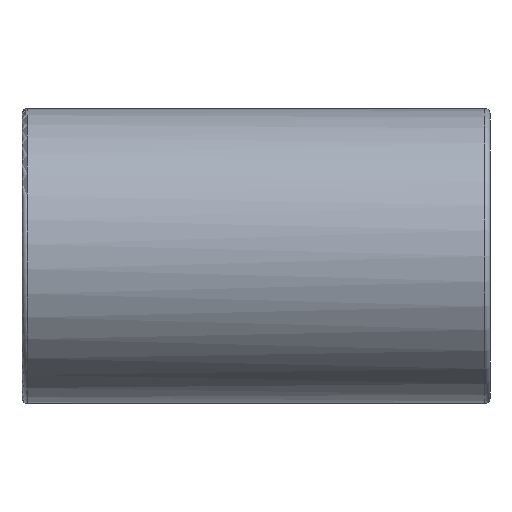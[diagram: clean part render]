
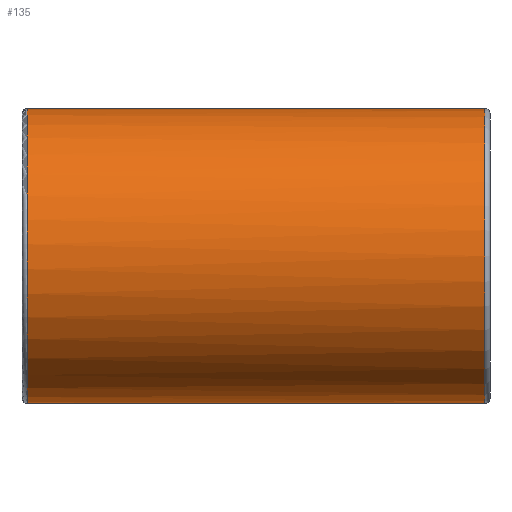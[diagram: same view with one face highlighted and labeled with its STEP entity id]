
A CAD part, left-side view. The second image highlights one B-rep face of the part: STEP entity #135.
In plain terms, the highlighted cylindrical face has radius 18.415 mm (diameter 36.83 mm), a full revolution.
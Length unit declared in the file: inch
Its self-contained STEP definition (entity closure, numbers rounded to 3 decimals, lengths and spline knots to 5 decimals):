
#108=CARTESIAN_POINT('',(0.,0.625,0.0));
#109=DIRECTION('',(0.,-1.0,0.0));
#110=DIRECTION('',(1.0,0.0,0.0));
#111=AXIS2_PLACEMENT_3D('',#108,#109,#110);
#112=CYLINDRICAL_SURFACE('',#111,0.725);
#113=CARTESIAN_POINT('',(0.26415,2.275,0.67517));
#114=VERTEX_POINT('',#113);
#115=CARTESIAN_POINT('',(0.,2.275,0.));
#116=DIRECTION('',(0.,1.,0.));
#117=DIRECTION('',(-0.364,0.,-0.931));
#118=AXIS2_PLACEMENT_3D('',#115,#116,#117);
#119=CIRCLE('',#118,0.725);
#120=EDGE_CURVE('',#114,#114,#119,.T.);
#121=ORIENTED_EDGE('',*,*,#120,.F.);
#122=EDGE_LOOP('',(#121));
#123=FACE_OUTER_BOUND('',#122,.T.);
#124=CARTESIAN_POINT('',(0.725,0.025,0.0));
#125=VERTEX_POINT('',#124);
#126=CARTESIAN_POINT('',(0.,0.025,0.0));
#127=DIRECTION('',(0.0,-1.0,0.0));
#128=DIRECTION('',(-1.0,0.0,0.0));
#129=AXIS2_PLACEMENT_3D('',#126,#127,#128);
#130=CIRCLE('',#129,0.725);
#131=EDGE_CURVE('',#125,#125,#130,.T.);
#132=ORIENTED_EDGE('',*,*,#131,.F.);
#133=EDGE_LOOP('',(#132));
#134=FACE_BOUND('',#133,.T.);
#135=ADVANCED_FACE('',(#123,#134),#112,.T.);
